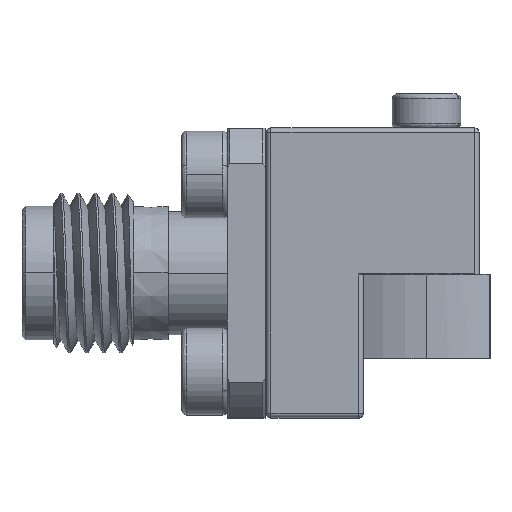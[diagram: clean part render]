
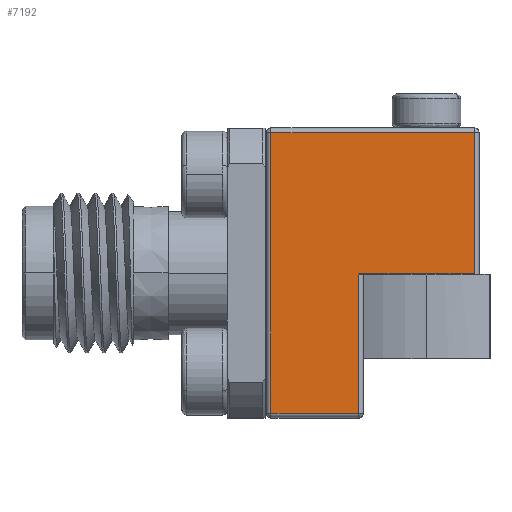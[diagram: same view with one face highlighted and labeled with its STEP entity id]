
A CAD part, top view. The second image highlights one B-rep face of the part: STEP entity #7192.
In plain terms, the highlighted planar face has unit normal (0, 0, 1).
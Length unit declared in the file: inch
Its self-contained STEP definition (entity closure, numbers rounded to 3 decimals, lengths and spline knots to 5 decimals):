
#441 = CARTESIAN_POINT ( 'NONE',  ( 0.44278, 0.02386, 0.25 ) ) ;
#1855 = DIRECTION ( 'NONE',  ( 0., 1., 0. ) ) ;
#2354 = VERTEX_POINT ( 'NONE', #441 ) ;
#3624 = VERTEX_POINT ( 'NONE', #16436 ) ;
#4254 = ORIENTED_EDGE ( 'NONE', *, *, #12616, .F. ) ;
#4340 = VERTEX_POINT ( 'NONE', #6877 ) ;
#4454 = CARTESIAN_POINT ( 'NONE',  ( 0.32546, 0.02386, 0.25 ) ) ;
#4653 = DIRECTION ( 'NONE',  ( 1., 0., 0. ) ) ;
#4994 = VERTEX_POINT ( 'NONE', #4454 ) ;
#5693 = VECTOR ( 'NONE', #17341, 39.37008 ) ;
#6098 = CARTESIAN_POINT ( 'NONE',  ( 0.53334, 0.26795, 0.25 ) ) ;
#6165 = EDGE_CURVE ( 'NONE', #4994, #2354, #11404, .T. ) ;
#6606 = CARTESIAN_POINT ( 'NONE',  ( 0.53334, -0.2163, 0.25 ) ) ;
#6877 = CARTESIAN_POINT ( 'NONE',  ( 0.32546, -0.2163, 0.25 ) ) ;
#7192 = ADVANCED_FACE ( 'NONE', ( #19910 ), #7966, .T. ) ;
#7195 = EDGE_CURVE ( 'NONE', #20433, #20141, #20212, .T. ) ;
#7337 = LINE ( 'NONE', #6606, #12726 ) ;
#7966 = PLANE ( 'NONE',  #18532 ) ;
#8484 = DIRECTION ( 'NONE',  ( -1., 0., 0. ) ) ;
#8794 = VECTOR ( 'NONE', #8484, 39.37008 ) ;
#9244 = ORIENTED_EDGE ( 'NONE', *, *, #18991, .T. ) ;
#9313 = VECTOR ( 'NONE', #22561, 39.37008 ) ;
#10190 = DIRECTION ( 'NONE',  ( 0., 0., 1. ) ) ;
#11183 = VERTEX_POINT ( 'NONE', #16852 ) ;
#11404 = LINE ( 'NONE', #14609, #24950 ) ;
#11577 = ORIENTED_EDGE ( 'NONE', *, *, #12930, .T. ) ;
#11631 = CARTESIAN_POINT ( 'NONE',  ( 0.17428, 0.26795, 0.25 ) ) ;
#12397 = CARTESIAN_POINT ( 'NONE',  ( 0.53334, 0.26795, 0.25 ) ) ;
#12616 = EDGE_CURVE ( 'NONE', #11183, #20141, #13413, .T. ) ;
#12726 = VECTOR ( 'NONE', #4653, 39.37008 ) ;
#12930 = EDGE_CURVE ( 'NONE', #11183, #4340, #7337, .T. ) ;
#13139 = EDGE_LOOP ( 'NONE', ( #16906, #4254, #11577, #16087, #14235, #9244, #23414 ) ) ;
#13413 = LINE ( 'NONE', #11631, #26013 ) ;
#13435 = LINE ( 'NONE', #20461, #9313 ) ;
#14235 = ORIENTED_EDGE ( 'NONE', *, *, #6165, .T. ) ;
#14476 = EDGE_CURVE ( 'NONE', #3624, #20433, #13435, .T. ) ;
#14609 = CARTESIAN_POINT ( 'NONE',  ( 0.53334, 0.02386, 0.25 ) ) ;
#15196 = CARTESIAN_POINT ( 'NONE',  ( 0.32546, 0.26795, 0.25 ) ) ;
#16087 = ORIENTED_EDGE ( 'NONE', *, *, #19579, .T. ) ;
#16436 = CARTESIAN_POINT ( 'NONE',  ( 0.52546, 0.02386, 0.25 ) ) ;
#16852 = CARTESIAN_POINT ( 'NONE',  ( 0.17428, -0.2163, 0.25 ) ) ;
#16906 = ORIENTED_EDGE ( 'NONE', *, *, #7195, .T. ) ;
#17341 = DIRECTION ( 'NONE',  ( 1., 0., 0. ) ) ;
#18359 = DIRECTION ( 'NONE',  ( 1., 0., 0. ) ) ;
#18532 = AXIS2_PLACEMENT_3D ( 'NONE', #6098, #10190, #18359 ) ;
#18991 = EDGE_CURVE ( 'NONE', #2354, #3624, #21545, .T. ) ;
#19579 = EDGE_CURVE ( 'NONE', #4340, #4994, #23069, .T. ) ;
#19606 = DIRECTION ( 'NONE',  ( 0., 1., 0. ) ) ;
#19910 = FACE_OUTER_BOUND ( 'NONE', #13139, .T. ) ;
#20141 = VERTEX_POINT ( 'NONE', #22112 ) ;
#20212 = LINE ( 'NONE', #12397, #8794 ) ;
#20433 = VERTEX_POINT ( 'NONE', #25239 ) ;
#20461 = CARTESIAN_POINT ( 'NONE',  ( 0.52546, 0.26795, 0.25 ) ) ;
#21545 = LINE ( 'NONE', #25154, #5693 ) ;
#22112 = CARTESIAN_POINT ( 'NONE',  ( 0.17428, 0.26795, 0.25 ) ) ;
#22561 = DIRECTION ( 'NONE',  ( 0., 1., 0. ) ) ;
#22706 = DIRECTION ( 'NONE',  ( 1., 0., 0. ) ) ;
#23069 = LINE ( 'NONE', #15196, #24646 ) ;
#23414 = ORIENTED_EDGE ( 'NONE', *, *, #14476, .T. ) ;
#24646 = VECTOR ( 'NONE', #19606, 39.37008 ) ;
#24950 = VECTOR ( 'NONE', #22706, 39.37008 ) ;
#25154 = CARTESIAN_POINT ( 'NONE',  ( 0.53334, 0.02386, 0.25 ) ) ;
#25239 = CARTESIAN_POINT ( 'NONE',  ( 0.52546, 0.26795, 0.25 ) ) ;
#26013 = VECTOR ( 'NONE', #1855, 39.37008 ) ;
